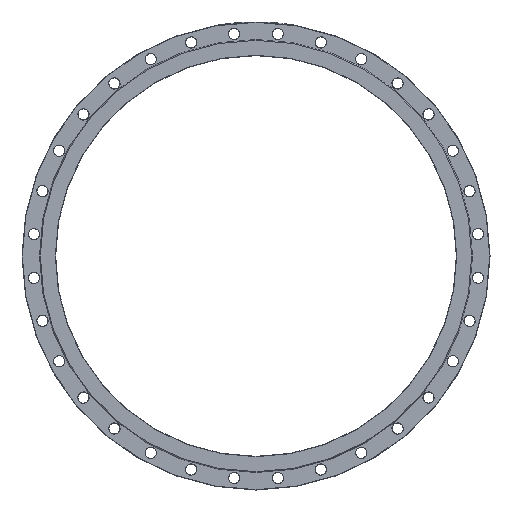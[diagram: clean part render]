
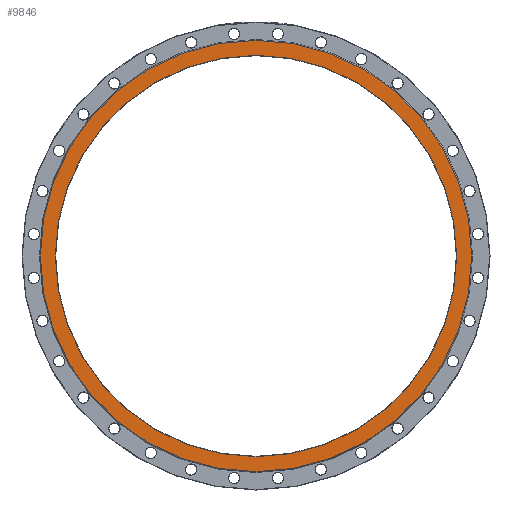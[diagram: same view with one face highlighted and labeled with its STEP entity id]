
A CAD part, left-side view. The second image highlights one B-rep face of the part: STEP entity #9846.
In plain terms, the highlighted planar face has unit normal (-1, 0, 0).
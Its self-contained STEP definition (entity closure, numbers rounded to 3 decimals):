
#151 = EDGE_LOOP ( 'NONE', ( #5601 ) ) ;
#547 = VERTEX_POINT ( 'NONE', #10218 ) ;
#599 = CIRCLE ( 'NONE', #5396, 602.5 ) ;
#1179 = DIRECTION ( 'NONE',  ( 1., 0., 0. ) ) ;
#1294 = VERTEX_POINT ( 'NONE', #6992 ) ;
#1626 = CARTESIAN_POINT ( 'NONE',  ( 0., 0., 0. ) ) ;
#1796 = AXIS2_PLACEMENT_3D ( 'NONE', #1626, #4889, #8202 ) ;
#2038 = CARTESIAN_POINT ( 'NONE',  ( 0., 601.5, 0. ) ) ;
#2635 = EDGE_LOOP ( 'NONE', ( #4581 ) ) ;
#2839 = FACE_OUTER_BOUND ( 'NONE', #2635, .T. ) ;
#3843 = CIRCLE ( 'NONE', #1796, 647.5 ) ;
#4581 = ORIENTED_EDGE ( 'NONE', *, *, #5124, .T. ) ;
#4889 = DIRECTION ( 'NONE',  ( -1., 0., 0. ) ) ;
#5124 = EDGE_CURVE ( 'NONE', #1294, #1294, #3843, .T. ) ;
#5247 = FACE_BOUND ( 'NONE', #151, .T. ) ;
#5396 = AXIS2_PLACEMENT_3D ( 'NONE', #5948, #7575, #8499 ) ;
#5541 = EDGE_CURVE ( 'NONE', #547, #547, #599, .T. ) ;
#5601 = ORIENTED_EDGE ( 'NONE', *, *, #5541, .T. ) ;
#5948 = CARTESIAN_POINT ( 'NONE',  ( 0., 0., 0. ) ) ;
#6325 = AXIS2_PLACEMENT_3D ( 'NONE', #2038, #1179, #10149 ) ;
#6992 = CARTESIAN_POINT ( 'NONE',  ( 0., 0., 647.5 ) ) ;
#7575 = DIRECTION ( 'NONE',  ( 1., 0., 0. ) ) ;
#8202 = DIRECTION ( 'NONE',  ( 0., 0., 1. ) ) ;
#8499 = DIRECTION ( 'NONE',  ( 0., 0., -1. ) ) ;
#8564 = PLANE ( 'NONE',  #6325 ) ;
#9846 = ADVANCED_FACE ( 'NONE', ( #5247, #2839 ), #8564, .F. ) ;
#10149 = DIRECTION ( 'NONE',  ( 0., 0., -1. ) ) ;
#10218 = CARTESIAN_POINT ( 'NONE',  ( 0., 0., -602.5 ) ) ;
